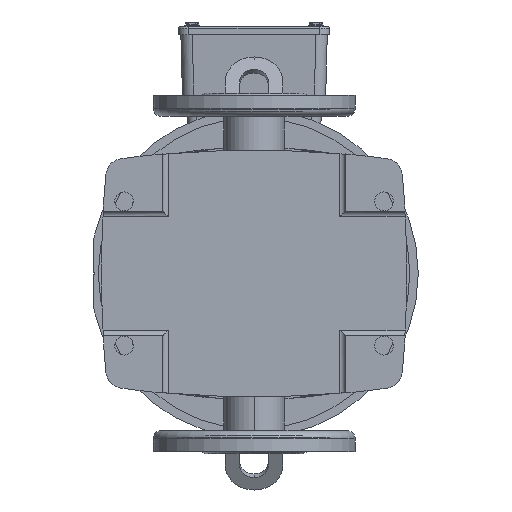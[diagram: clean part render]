
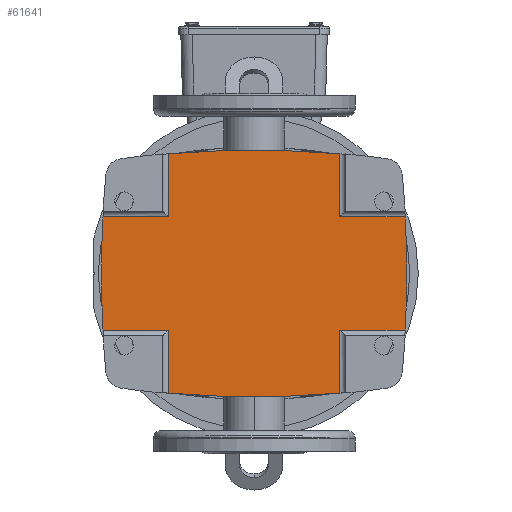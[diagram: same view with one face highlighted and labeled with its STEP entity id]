
A CAD part, front view. The second image highlights one B-rep face of the part: STEP entity #61641.
In plain terms, the highlighted planar face has unit normal (0, -1, 0).
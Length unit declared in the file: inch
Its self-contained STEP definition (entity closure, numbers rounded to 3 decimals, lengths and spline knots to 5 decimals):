
#129 = VECTOR ( 'NONE', #61454, 39.37008 ) ;
#775 = EDGE_CURVE ( 'NONE', #29229, #79065, #25056, .T. ) ;
#1746 = EDGE_CURVE ( 'NONE', #13282, #63426, #60181, .T. ) ;
#2132 = CARTESIAN_POINT ( 'NONE',  ( 0., 0.19685, -23.10236 ) ) ;
#3028 = LINE ( 'NONE', #5086, #60910 ) ;
#3144 = CARTESIAN_POINT ( 'NONE',  ( -4.59646, 0.19685, -2.33625 ) ) ;
#4251 = DIRECTION ( 'NONE',  ( 1., 0., 0. ) ) ;
#5086 = CARTESIAN_POINT ( 'NONE',  ( -4.59646, 0.19685, -2.33625 ) ) ;
#7393 = EDGE_CURVE ( 'NONE', #66934, #27675, #77493, .T. ) ;
#7912 = AXIS2_PLACEMENT_3D ( 'NONE', #57849, #64272, #70670 ) ;
#9096 = VERTEX_POINT ( 'NONE', #11236 ) ;
#9553 = CARTESIAN_POINT ( 'NONE',  ( -4.59646, 0.19685, 2.33625 ) ) ;
#9897 = CARTESIAN_POINT ( 'NONE',  ( -1.54265, 0.19685, -4.11924 ) ) ;
#10150 = CARTESIAN_POINT ( 'NONE',  ( 1.54265, 0.19685, -4.11924 ) ) ;
#10513 = DIRECTION ( 'NONE',  ( 0., -1., 0. ) ) ;
#11236 = CARTESIAN_POINT ( 'NONE',  ( 0., 0.19685, -4.16291 ) ) ;
#11499 = DIRECTION ( 'NONE',  ( 0., 1., 0. ) ) ;
#13215 = AXIS2_PLACEMENT_3D ( 'NONE', #73029, #10513, #74128 ) ;
#13282 = VERTEX_POINT ( 'NONE', #17617 ) ;
#13982 = VECTOR ( 'NONE', #60346, 39.37008 ) ;
#14754 = EDGE_CURVE ( 'NONE', #17269, #66934, #35892, .T. ) ;
#14781 = EDGE_CURVE ( 'NONE', #9096, #32359, #50882, .T. ) ;
#14847 = EDGE_CURVE ( 'NONE', #34603, #61317, #3028, .T. ) ;
#15938 = VECTOR ( 'NONE', #39487, 39.37008 ) ;
#16897 = CARTESIAN_POINT ( 'NONE',  ( 1.54265, 0.19685, -2.33625 ) ) ;
#16928 = CARTESIAN_POINT ( 'NONE',  ( -1.54265, 0.19685, -2.33625 ) ) ;
#17269 = VERTEX_POINT ( 'NONE', #56082 ) ;
#17617 = CARTESIAN_POINT ( 'NONE',  ( 1.54265, 0.19685, 4.11924 ) ) ;
#17814 = ORIENTED_EDGE ( 'NONE', *, *, #62751, .F. ) ;
#19041 = VECTOR ( 'NONE', #61265, 39.37008 ) ;
#19093 = CARTESIAN_POINT ( 'NONE',  ( 3.26434, 0.19685, 2.33625 ) ) ;
#20823 = PLANE ( 'NONE',  #76920 ) ;
#22911 = CARTESIAN_POINT ( 'NONE',  ( 1.54265, 0.19685, -4.59646 ) ) ;
#24028 = VERTEX_POINT ( 'NONE', #62390 ) ;
#24476 = CARTESIAN_POINT ( 'NONE',  ( -3.26434, 0.19685, -2.33625 ) ) ;
#24940 = CARTESIAN_POINT ( 'NONE',  ( 23.10315, 0.19685, 0. ) ) ;
#25056 = CIRCLE ( 'NONE', #7912, 26.47079 ) ;
#25099 = LINE ( 'NONE', #74022, #129 ) ;
#25178 = ORIENTED_EDGE ( 'NONE', *, *, #1746, .T. ) ;
#25844 = CARTESIAN_POINT ( 'NONE',  ( 3.26434, 0.19685, -2.33625 ) ) ;
#26865 = AXIS2_PLACEMENT_3D ( 'NONE', #74288, #11499, #49403 ) ;
#27246 = CARTESIAN_POINT ( 'NONE',  ( -1.54265, 0.19685, -4.59646 ) ) ;
#27454 = LINE ( 'NONE', #3144, #35412 ) ;
#27675 = VERTEX_POINT ( 'NONE', #82815 ) ;
#28100 = FACE_OUTER_BOUND ( 'NONE', #65049, .T. ) ;
#28960 = LINE ( 'NONE', #22911, #50902 ) ;
#29137 = CARTESIAN_POINT ( 'NONE',  ( 0., 0.19685, 23.10236 ) ) ;
#29229 = VERTEX_POINT ( 'NONE', #19093 ) ;
#29828 = ORIENTED_EDGE ( 'NONE', *, *, #62863, .F. ) ;
#30004 = CARTESIAN_POINT ( 'NONE',  ( -4.59646, 0.19685, 2.33625 ) ) ;
#31314 = DIRECTION ( 'NONE',  ( 0., -1., 0. ) ) ;
#32359 = VERTEX_POINT ( 'NONE', #9897 ) ;
#34066 = VERTEX_POINT ( 'NONE', #10150 ) ;
#34373 = DIRECTION ( 'NONE',  ( 1., 0., 0. ) ) ;
#34603 = VERTEX_POINT ( 'NONE', #24476 ) ;
#34654 = ORIENTED_EDGE ( 'NONE', *, *, #14781, .F. ) ;
#35001 = LINE ( 'NONE', #30004, #19041 ) ;
#35412 = VECTOR ( 'NONE', #34373, 39.37008 ) ;
#35795 = AXIS2_PLACEMENT_3D ( 'NONE', #29137, #60693, #47823 ) ;
#35892 = LINE ( 'NONE', #9553, #13982 ) ;
#36024 = EDGE_CURVE ( 'NONE', #48067, #79065, #27454, .T. ) ;
#37026 = ORIENTED_EDGE ( 'NONE', *, *, #77705, .T. ) ;
#38439 = AXIS2_PLACEMENT_3D ( 'NONE', #2132, #71889, #40599 ) ;
#39487 = DIRECTION ( 'NONE',  ( 0., 0., 1. ) ) ;
#40599 = DIRECTION ( 'NONE',  ( 0., 0., 1. ) ) ;
#42111 = DIRECTION ( 'NONE',  ( 0., 0., 1. ) ) ;
#42264 = ORIENTED_EDGE ( 'NONE', *, *, #7393, .F. ) ;
#43195 = CIRCLE ( 'NONE', #73529, 26.47079 ) ;
#43614 = DIRECTION ( 'NONE',  ( 0., 0., 1. ) ) ;
#45008 = DIRECTION ( 'NONE',  ( 0., 0., 1. ) ) ;
#47223 = DIRECTION ( 'NONE',  ( 0., 1., 0. ) ) ;
#47823 = DIRECTION ( 'NONE',  ( 0., 0., 1. ) ) ;
#48067 = VERTEX_POINT ( 'NONE', #16897 ) ;
#48796 = ORIENTED_EDGE ( 'NONE', *, *, #14754, .F. ) ;
#49403 = DIRECTION ( 'NONE',  ( 0., 0., 1. ) ) ;
#49586 = EDGE_CURVE ( 'NONE', #24028, #29229, #35001, .T. ) ;
#49731 = ORIENTED_EDGE ( 'NONE', *, *, #67995, .T. ) ;
#50072 = ORIENTED_EDGE ( 'NONE', *, *, #80025, .T. ) ;
#50882 = CIRCLE ( 'NONE', #26865, 27.26527 ) ;
#50902 = VECTOR ( 'NONE', #42111, 39.37008 ) ;
#52281 = CARTESIAN_POINT ( 'NONE',  ( -1.54265, 0.19685, -4.59646 ) ) ;
#56082 = CARTESIAN_POINT ( 'NONE',  ( -3.26434, 0.19685, 2.33625 ) ) ;
#57849 = CARTESIAN_POINT ( 'NONE',  ( -23.10315, 0.19685, 0. ) ) ;
#59300 = DIRECTION ( 'NONE',  ( 0., 0., 1. ) ) ;
#60181 = CIRCLE ( 'NONE', #38439, 27.26527 ) ;
#60346 = DIRECTION ( 'NONE',  ( 1., 0., 0. ) ) ;
#60693 = DIRECTION ( 'NONE',  ( 0., 1., 0. ) ) ;
#60910 = VECTOR ( 'NONE', #4251, 39.37008 ) ;
#61265 = DIRECTION ( 'NONE',  ( 1., 0., 0. ) ) ;
#61317 = VERTEX_POINT ( 'NONE', #16928 ) ;
#61454 = DIRECTION ( 'NONE',  ( 0., 0., 1. ) ) ;
#61641 = ADVANCED_FACE ( 'NONE', ( #28100 ), #20823, .F. ) ;
#61931 = LINE ( 'NONE', #27246, #15938 ) ;
#62390 = CARTESIAN_POINT ( 'NONE',  ( 1.54265, 0.19685, 2.33625 ) ) ;
#62531 = VECTOR ( 'NONE', #45008, 39.37008 ) ;
#62751 = EDGE_CURVE ( 'NONE', #32359, #61317, #61931, .T. ) ;
#62863 = EDGE_CURVE ( 'NONE', #34066, #9096, #67893, .T. ) ;
#63426 = VERTEX_POINT ( 'NONE', #71792 ) ;
#64272 = DIRECTION ( 'NONE',  ( 0., 1., 0. ) ) ;
#65049 = EDGE_LOOP ( 'NONE', ( #42264, #48796, #37026, #73759, #17814, #34654, #29828, #49731, #75506, #81786, #75304, #50072, #25178, #77704 ) ) ;
#66934 = VERTEX_POINT ( 'NONE', #80072 ) ;
#67893 = CIRCLE ( 'NONE', #35795, 27.26527 ) ;
#67995 = EDGE_CURVE ( 'NONE', #34066, #48067, #25099, .T. ) ;
#68939 = EDGE_CURVE ( 'NONE', #63426, #27675, #82875, .T. ) ;
#70670 = DIRECTION ( 'NONE',  ( 0., 0., 1. ) ) ;
#71538 = CARTESIAN_POINT ( 'NONE',  ( -1.54265, 0.19685, -4.59646 ) ) ;
#71792 = CARTESIAN_POINT ( 'NONE',  ( 0., 0.19685, 4.16291 ) ) ;
#71889 = DIRECTION ( 'NONE',  ( 0., -1., 0. ) ) ;
#73029 = CARTESIAN_POINT ( 'NONE',  ( 0., 0.19685, -23.10236 ) ) ;
#73529 = AXIS2_PLACEMENT_3D ( 'NONE', #24940, #31314, #43614 ) ;
#73759 = ORIENTED_EDGE ( 'NONE', *, *, #14847, .T. ) ;
#74022 = CARTESIAN_POINT ( 'NONE',  ( 1.54265, 0.19685, -4.59646 ) ) ;
#74128 = DIRECTION ( 'NONE',  ( 0., 0., 1. ) ) ;
#74288 = CARTESIAN_POINT ( 'NONE',  ( 0., 0.19685, 23.10236 ) ) ;
#75304 = ORIENTED_EDGE ( 'NONE', *, *, #49586, .F. ) ;
#75506 = ORIENTED_EDGE ( 'NONE', *, *, #36024, .T. ) ;
#76920 = AXIS2_PLACEMENT_3D ( 'NONE', #52281, #47223, #59300 ) ;
#77493 = LINE ( 'NONE', #71538, #62531 ) ;
#77704 = ORIENTED_EDGE ( 'NONE', *, *, #68939, .T. ) ;
#77705 = EDGE_CURVE ( 'NONE', #17269, #34603, #43195, .T. ) ;
#79065 = VERTEX_POINT ( 'NONE', #25844 ) ;
#80025 = EDGE_CURVE ( 'NONE', #24028, #13282, #28960, .T. ) ;
#80072 = CARTESIAN_POINT ( 'NONE',  ( -1.54265, 0.19685, 2.33625 ) ) ;
#81786 = ORIENTED_EDGE ( 'NONE', *, *, #775, .F. ) ;
#82815 = CARTESIAN_POINT ( 'NONE',  ( -1.54265, 0.19685, 4.11924 ) ) ;
#82875 = CIRCLE ( 'NONE', #13215, 27.26527 ) ;
